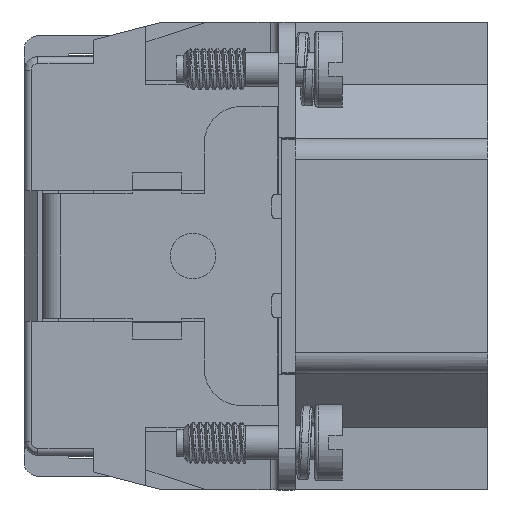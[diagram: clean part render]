
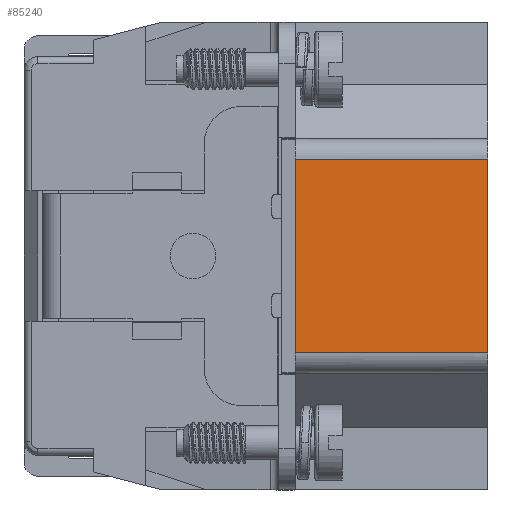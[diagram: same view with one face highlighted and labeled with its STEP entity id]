
A CAD part, left-side view. The second image highlights one B-rep face of the part: STEP entity #85240.
In plain terms, the highlighted planar face has unit normal (-1, 0, 0).
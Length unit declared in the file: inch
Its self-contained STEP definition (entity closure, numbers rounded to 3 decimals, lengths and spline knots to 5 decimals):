
#2013 = DIRECTION ( 'NONE',  ( 0., 0., 1. ) ) ;
#2024 = PLANE ( 'NONE',  #56328 ) ;
#4132 = CARTESIAN_POINT ( 'NONE',  ( -2.87288, -0.02469, -0.30108 ) ) ;
#13176 = VERTEX_POINT ( 'NONE', #50545 ) ;
#15378 = VERTEX_POINT ( 'NONE', #94971 ) ;
#17658 = EDGE_CURVE ( 'NONE', #35170, #13176, #50757, .T. ) ;
#18128 = VECTOR ( 'NONE', #61723, 39.37008 ) ;
#18368 = VERTEX_POINT ( 'NONE', #4132 ) ;
#20579 = VECTOR ( 'NONE', #77864, 39.37008 ) ;
#23884 = LINE ( 'NONE', #88464, #83439 ) ;
#29445 = LINE ( 'NONE', #67188, #18128 ) ;
#33306 = CARTESIAN_POINT ( 'NONE',  ( -2.87288, 1.16822, 0.25011 ) ) ;
#35170 = VERTEX_POINT ( 'NONE', #73494 ) ;
#38749 = DIRECTION ( 'NONE',  ( 0., 0., -1. ) ) ;
#40855 = VECTOR ( 'NONE', #2013, 39.37008 ) ;
#43350 = FACE_OUTER_BOUND ( 'NONE', #58538, .T. ) ;
#50545 = CARTESIAN_POINT ( 'NONE',  ( -2.87288, 0.52255, 0.25011 ) ) ;
#50757 = LINE ( 'NONE', #74542, #40855 ) ;
#56328 = AXIS2_PLACEMENT_3D ( 'NONE', #33306, #82517, #99450 ) ;
#58538 = EDGE_LOOP ( 'NONE', ( #77666, #95137, #67851, #96755 ) ) ;
#60707 = EDGE_CURVE ( 'NONE', #18368, #35170, #95853, .T. ) ;
#61723 = DIRECTION ( 'NONE',  ( 0., -1., 0. ) ) ;
#67188 = CARTESIAN_POINT ( 'NONE',  ( -2.87288, 1.16822, 0.25011 ) ) ;
#67851 = ORIENTED_EDGE ( 'NONE', *, *, #70268, .F. ) ;
#70268 = EDGE_CURVE ( 'NONE', #13176, #15378, #29445, .T. ) ;
#73494 = CARTESIAN_POINT ( 'NONE',  ( -2.87288, 0.52255, -0.30108 ) ) ;
#74542 = CARTESIAN_POINT ( 'NONE',  ( -2.87288, 0.52255, 0.25011 ) ) ;
#77666 = ORIENTED_EDGE ( 'NONE', *, *, #60707, .F. ) ;
#77864 = DIRECTION ( 'NONE',  ( 0., 1., 0. ) ) ;
#82517 = DIRECTION ( 'NONE',  ( 1., 0., 0. ) ) ;
#83439 = VECTOR ( 'NONE', #38749, 39.37008 ) ;
#85240 = ADVANCED_FACE ( 'NONE', ( #43350 ), #2024, .F. ) ;
#85816 = CARTESIAN_POINT ( 'NONE',  ( -2.87288, 1.16822, -0.30108 ) ) ;
#88464 = CARTESIAN_POINT ( 'NONE',  ( -2.87288, -0.02469, -0.30108 ) ) ;
#94971 = CARTESIAN_POINT ( 'NONE',  ( -2.87288, -0.02469, 0.25011 ) ) ;
#95137 = ORIENTED_EDGE ( 'NONE', *, *, #99676, .F. ) ;
#95853 = LINE ( 'NONE', #85816, #20579 ) ;
#96755 = ORIENTED_EDGE ( 'NONE', *, *, #17658, .F. ) ;
#99450 = DIRECTION ( 'NONE',  ( 0., 0., -1. ) ) ;
#99676 = EDGE_CURVE ( 'NONE', #15378, #18368, #23884, .T. ) ;
